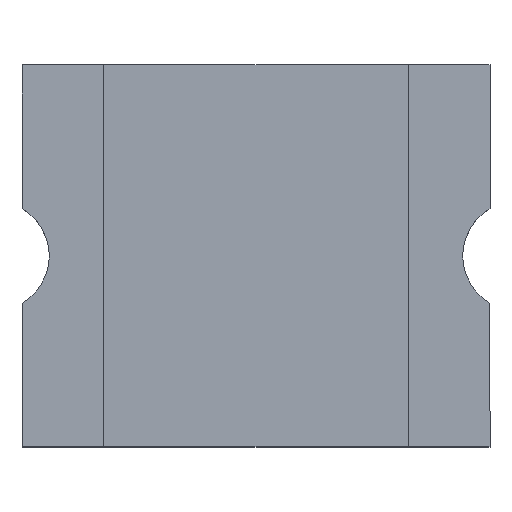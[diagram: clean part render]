
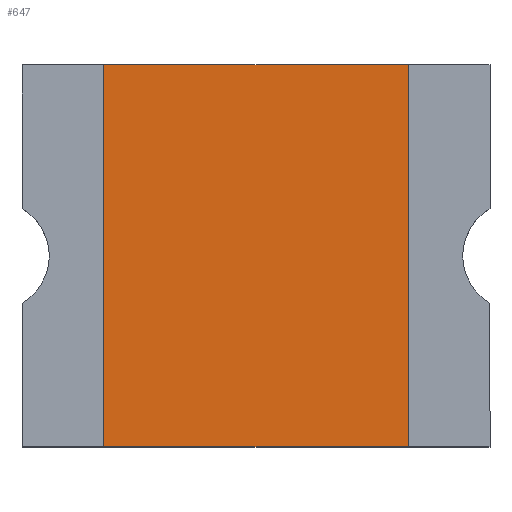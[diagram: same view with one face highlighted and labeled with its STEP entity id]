
A CAD part, top view. The second image highlights one B-rep face of the part: STEP entity #647.
In plain terms, the highlighted planar face has unit normal (0, 0, 1).
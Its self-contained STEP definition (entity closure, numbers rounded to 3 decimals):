
#517=CARTESIAN_POINT('',(-1.115,-1.4,1.1));
#518=VERTEX_POINT('',#517);
#519=CARTESIAN_POINT('',(-1.115,1.4,1.1));
#520=VERTEX_POINT('',#519);
#521=CARTESIAN_POINT('',(-1.115,-1.4,1.1));
#522=DIRECTION('',(0.0,1.0,0.0));
#523=VECTOR('',#522,2.8);
#524=LINE('',#521,#523);
#525=EDGE_CURVE('',#518,#520,#524,.T.);
#557=CARTESIAN_POINT('',(1.115,1.4,1.1));
#558=VERTEX_POINT('',#557);
#559=CARTESIAN_POINT('',(-1.115,1.4,1.1));
#560=DIRECTION('',(1.0,0.0,0.0));
#561=VECTOR('',#560,2.23);
#562=LINE('',#559,#561);
#563=EDGE_CURVE('',#520,#558,#562,.T.);
#588=CARTESIAN_POINT('',(1.115,-1.4,1.1));
#589=VERTEX_POINT('',#588);
#590=CARTESIAN_POINT('',(1.115,1.4,1.1));
#591=DIRECTION('',(0.0,-1.0,0.0));
#592=VECTOR('',#591,2.8);
#593=LINE('',#590,#592);
#594=EDGE_CURVE('',#558,#589,#593,.T.);
#619=CARTESIAN_POINT('',(1.115,-1.4,1.1));
#620=DIRECTION('',(-1.0,0.0,0.0));
#621=VECTOR('',#620,2.23);
#622=LINE('',#619,#621);
#623=EDGE_CURVE('',#589,#518,#622,.T.);
#636=CARTESIAN_POINT('',(0.,0.,1.1));
#637=DIRECTION('',(0.0,0.0,1.0));
#638=DIRECTION('',(1.0,0.0,0.0));
#639=AXIS2_PLACEMENT_3D('',#636,#637,#638);
#640=PLANE('',#639);
#641=ORIENTED_EDGE('',*,*,#525,.F.);
#642=ORIENTED_EDGE('',*,*,#623,.F.);
#643=ORIENTED_EDGE('',*,*,#594,.F.);
#644=ORIENTED_EDGE('',*,*,#563,.F.);
#645=EDGE_LOOP('',(#641,#642,#643,#644));
#646=FACE_OUTER_BOUND('',#645,.T.);
#647=ADVANCED_FACE('',(#646),#640,.T.);
